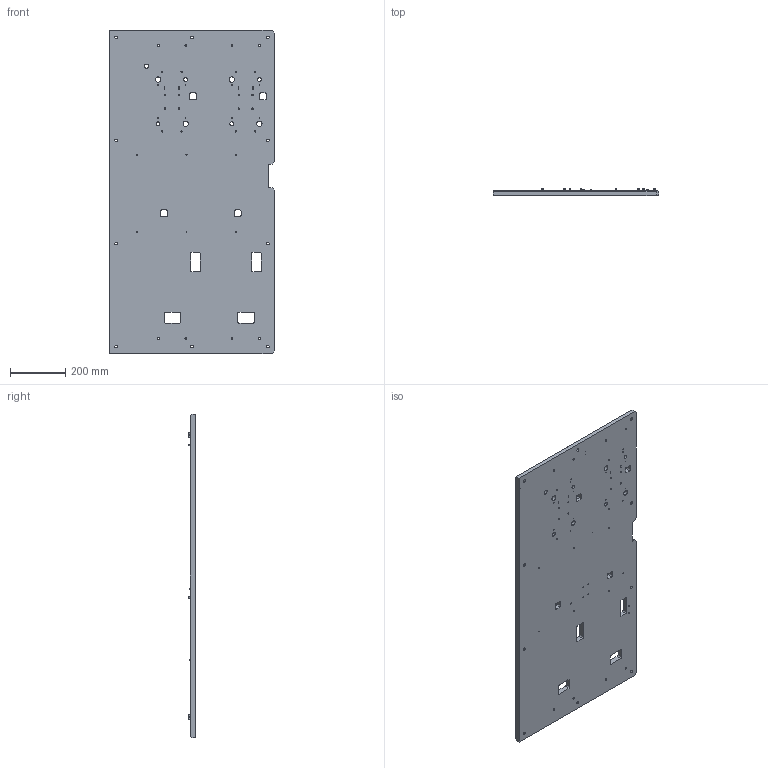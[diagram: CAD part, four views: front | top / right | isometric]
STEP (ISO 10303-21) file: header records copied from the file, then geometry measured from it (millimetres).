
FILE_DESCRIPTION (( 'STEP AP203' ), '1' );
FILE_NAME ('4TRBS0-N002-00-21.STEP', '2020-10-16T07:21:54', ( '' ), ( '' ), 'SwSTEP 2.0', 'SolidWorks 2017', '' );
FILE_SCHEMA (( 'CONFIG_CONTROL_DESIGN' ));
Length unit declared in the file: millimetre
Products named in the file (1): 4TRBS0-N002-00-21
Bounding box: 599.5 x 27 x 1170 mm (x, y, z)
Volume: 12952651.1 mm3; surface area: 1488137.7 mm2
Topology: 1 solids, 1 shells, 676 faces, 1648 edges, 942 vertices
Faces by surface type: cylinder 358, cone 216, plane 102
Entity records: 18913 total; most frequent: DIRECTION 3598, CARTESIAN_POINT 3099, ORIENTED_EDGE 2960, EDGE_CURVE 1480, AXIS2_PLACEMENT_3D 1441, VERTEX_POINT 942, EDGE_LOOP 882, CIRCLE 764
